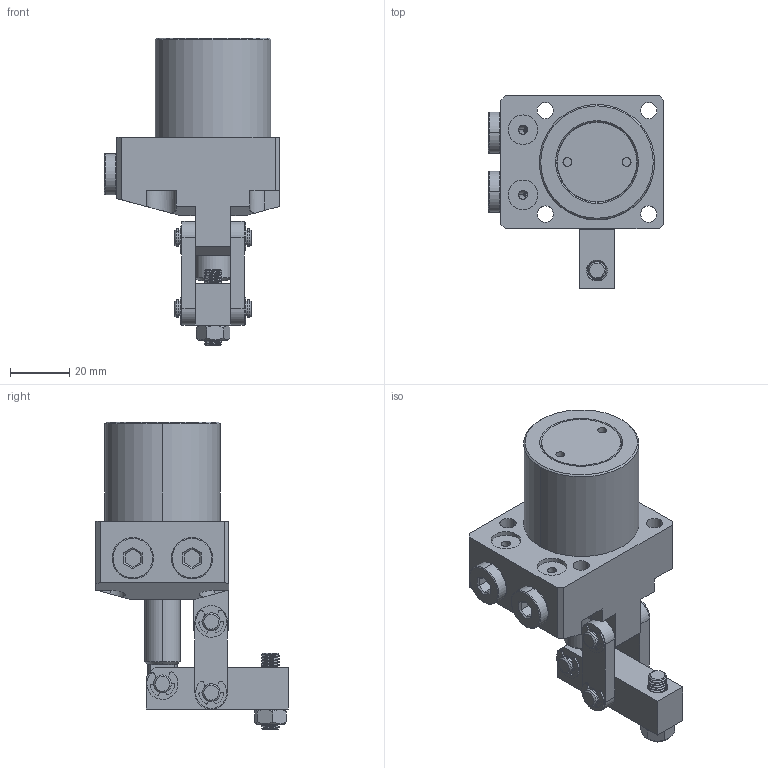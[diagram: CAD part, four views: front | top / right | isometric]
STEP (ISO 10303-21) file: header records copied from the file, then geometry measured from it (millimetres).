
FILE_DESCRIPTION (( 'STEP AP214' ), '1' );
FILE_NAME ('CLKA-040P-L.STEP', '2018-10-16T06:57:46', ( '' ), ( '' ), 'SwSTEP 2.0', 'SolidWorks 2016', '' );
FILE_SCHEMA (( 'AUTOMOTIVE_DESIGN' ));
Length unit declared in the file: millimetre
Products named in the file (10): 蹟佪; 蹟譫; 傻种粣; 6MM开口挡圈; CLKA-040P-L-benti; CLKA-040P-L; 蟀裝; 黑芛G8-1; 酗种粣; 揤旋
Assembly tree (17 placements, depth 2):
  CLKA-040P-L
    CLKA-040P-L-benti
    6MM开口挡圈  x6
    傻种粣
    蹟譫
    蹟佪
    揤旋
    酗种粣  x2
    黑芛G8-1  x2
    蟀裝  x2
Bounding box: 59.2 x 65 x 104.07 mm (x, y, z)
Volume: 113298.4 mm3; surface area: 29232.4 mm2
Topology: 17 solids, 17 shells, 574 faces, 1486 edges, 973 vertices
Faces by surface type: cylinder 311, plane 185, cone 54, bspline 14, torus 10
Entity records: 20828 total; most frequent: CARTESIAN_POINT 11150, ORIENTED_EDGE 2104, DIRECTION 1786, EDGE_CURVE 1052, VERTEX_POINT 689, AXIS2_PLACEMENT_3D 665, VECTOR 456, LINE 456
